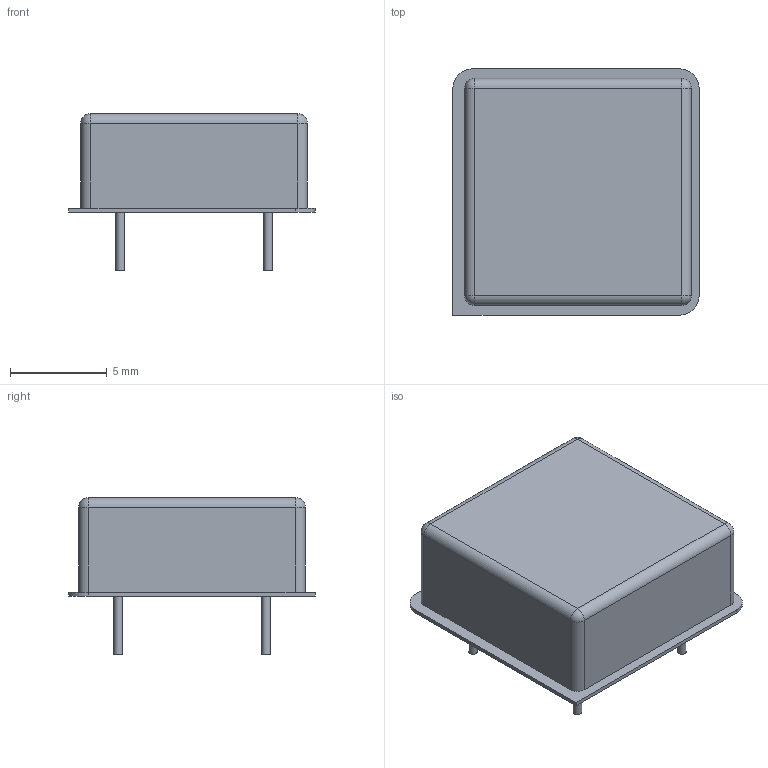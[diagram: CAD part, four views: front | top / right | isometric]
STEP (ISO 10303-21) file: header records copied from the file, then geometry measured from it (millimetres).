
FILE_DESCRIPTION(('FreeCAD Model'),'2;1');
FILE_NAME( 'Oscillator_DIP-8.step', '2018-01-07T21:44:41',('kicad StepUp'),('ksu MCAD'), 'Open CASCADE STEP processor 6.8','FreeCAD','Unknown');
FILE_SCHEMA(('AUTOMOTIVE_DESIGN_CC2 { 1 2 10303 214 -1 1 5 4 }'));
Length unit declared in the file: millimetre
Products named in the file (1): Oscillator_DIP-8
Bounding box: 12.7 x 12.7 x 8.08 mm (x, y, z)
Volume: 698.6 mm3; surface area: 562.4 mm2
Topology: 1 solids, 1 shells, 35 faces, 81 edges, 50 vertices
Faces by surface type: plane 16, cylinder 15, sphere 4
Full cylindrical faces by diameter (mm): 0.45 x4
Entity records: 722 total; most frequent: ORIENTED_EDGE 131, CARTESIAN_POINT 82, EDGE_CURVE 77, AXIS2_PLACEMENT_3D 65, VERTEX_POINT 50, LINE 43, FACE_BOUND 41, EDGE_LOOP 41
